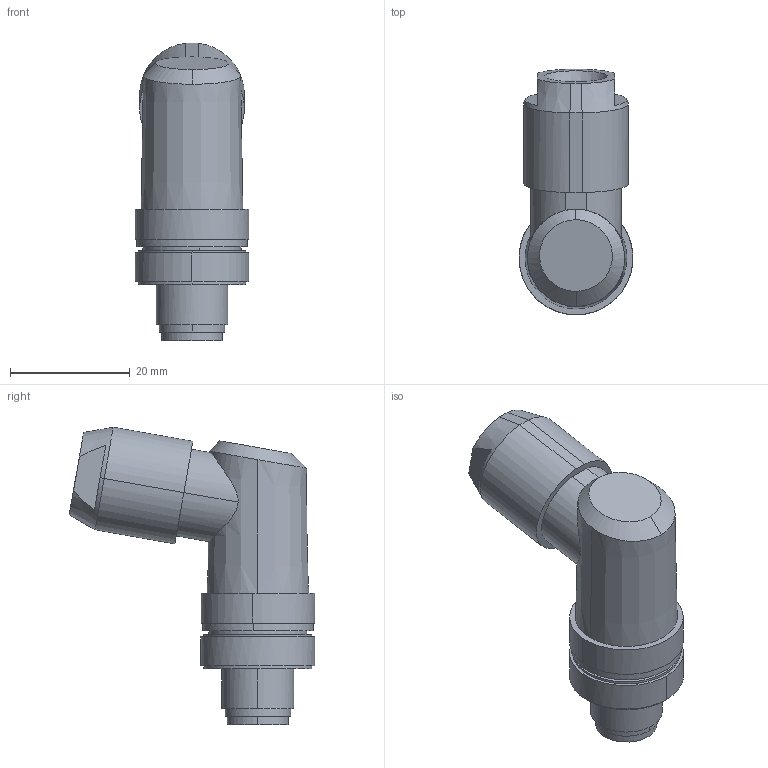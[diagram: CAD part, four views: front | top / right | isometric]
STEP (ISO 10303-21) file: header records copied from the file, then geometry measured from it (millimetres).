
FILE_DESCRIPTION(('CATIA V5 STEP Exchange','CAx-IF Rec.Pracs.--- Model Styling and Organization---1.4--- 2014-01-23'),'2;1');
FILE_NAME ('1142471-3_0', '2020-04-24T05:38:53+00:00', ('none'), ('Weidmueller'), 'CATIA Version 5-6 Release 2016 SP3 HF44', 'CATIA V5 STEP AP214', 'none');
FILE_SCHEMA(('AUTOMOTIVE_DESIGN { 1 0 10303 214 1 1 1 1 }'));
Length unit declared in the file: millimetre
Products named in the file (1): 2681610000
Bounding box: 19 x 41 x 49.66 mm (x, y, z)
Volume: 12007.9 mm3; surface area: 6464.1 mm2
Topology: 7 solids, 7 shells, 126 faces, 308 edges, 213 vertices
Faces by surface type: cylinder 58, plane 55, cone 11, bspline 2
Entity records: 4113 total; most frequent: CARTESIAN_POINT 1330, ORIENTED_EDGE 616, DIRECTION 429, EDGE_CURVE 300, AXIS2_PLACEMENT_3D 212, VERTEX_POINT 205, EDGE_LOOP 143, ADVANCED_FACE 126
